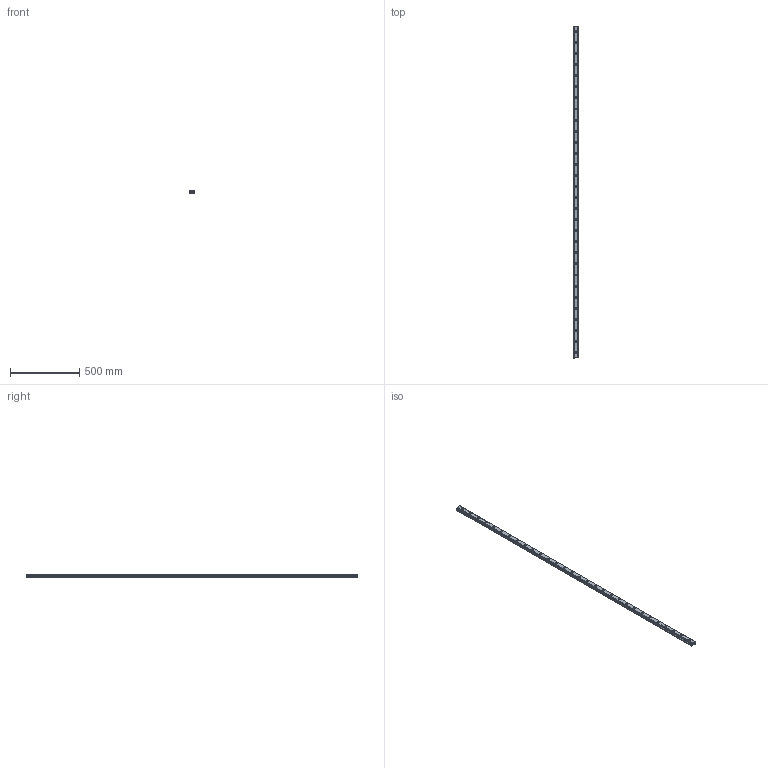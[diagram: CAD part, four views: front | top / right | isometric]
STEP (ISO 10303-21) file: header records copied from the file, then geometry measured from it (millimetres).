
FILE_DESCRIPTION(('STEP AP214'),'1');
FILE_NAME('cctmp_BEB768D0-5FCC-466A-986C-360A7838988B_2021_02_17_12_18_14_0480..stp','2021-02-17T11:18:14',('HIWIN GmbH'),('CADClick - www.CADClick.com'),'Spatial InterOp 3D',' ','unknown authorization');
FILE_SCHEMA(('AUTOMOTIVE_DESIGN'));
Length unit declared in the file: millimetre
Products named in the file (1): EGR35R2400C_FILE
Bounding box: 34 x 2400 x 27.5 mm (x, y, z)
Volume: 1889805.1 mm3; surface area: 336657.6 mm2
Topology: 1 solids, 1 shells, 377 faces, 843 edges, 562 vertices
Faces by surface type: cylinder 198, plane 179
Entity records: 13673 total; most frequent: DIRECTION 1995, CARTESIAN_POINT 1783, ORIENTED_EDGE 1686, EDGE_CURVE 843, AXIS2_PLACEMENT_3D 774, VERTEX_POINT 562, EDGE_LOOP 471, LINE 447
